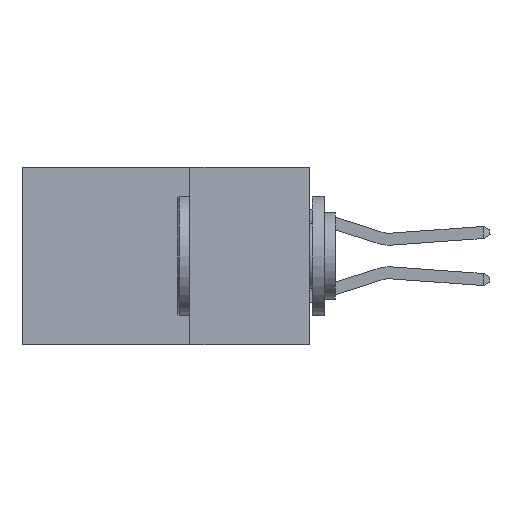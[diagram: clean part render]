
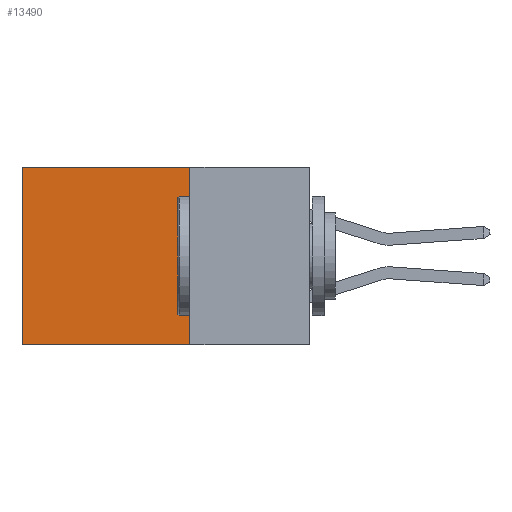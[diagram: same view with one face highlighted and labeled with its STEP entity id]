
A CAD part, left-side view. The second image highlights one B-rep face of the part: STEP entity #13490.
In plain terms, the highlighted planar face has unit normal (-1, 0, 0).
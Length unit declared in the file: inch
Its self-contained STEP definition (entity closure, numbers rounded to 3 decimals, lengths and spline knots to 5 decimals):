
#673 = ORIENTED_EDGE ( 'NONE', *, *, #4883, .T. ) ;
#1266 = VECTOR ( 'NONE', #14518, 39.37008 ) ;
#2623 = CARTESIAN_POINT ( 'NONE',  ( 0.2615, 0.6, -0.37 ) ) ;
#2686 = DIRECTION ( 'NONE',  ( 0., 1., 0. ) ) ;
#2795 = CARTESIAN_POINT ( 'NONE',  ( 0.2615, 0.25, 0. ) ) ;
#3300 = CARTESIAN_POINT ( 'NONE',  ( 0.2615, 0.6, 0. ) ) ;
#3309 = VECTOR ( 'NONE', #11772, 39.37008 ) ;
#3889 = EDGE_LOOP ( 'NONE', ( #673, #23781, #9836, #9626 ) ) ;
#4411 = CARTESIAN_POINT ( 'NONE',  ( 0.2615, 0.25, -0.37 ) ) ;
#4433 = LINE ( 'NONE', #2795, #22600 ) ;
#4883 = EDGE_CURVE ( 'NONE', #19085, #23442, #16686, .T. ) ;
#7919 = LINE ( 'NONE', #13657, #3309 ) ;
#8168 = FACE_OUTER_BOUND ( 'NONE', #3889, .T. ) ;
#9626 = ORIENTED_EDGE ( 'NONE', *, *, #17579, .T. ) ;
#9836 = ORIENTED_EDGE ( 'NONE', *, *, #20379, .F. ) ;
#10139 = EDGE_CURVE ( 'NONE', #16554, #23442, #10523, .T. ) ;
#10158 = DIRECTION ( 'NONE',  ( 0., 0., -1. ) ) ;
#10523 = LINE ( 'NONE', #16397, #1266 ) ;
#11772 = DIRECTION ( 'NONE',  ( 0., 0., -1. ) ) ;
#13490 = ADVANCED_FACE ( 'NONE', ( #8168 ), #21528, .F. ) ;
#13657 = CARTESIAN_POINT ( 'NONE',  ( 0.2615, 0.25, -0.37 ) ) ;
#14518 = DIRECTION ( 'NONE',  ( 0., 1., 0. ) ) ;
#15401 = CARTESIAN_POINT ( 'NONE',  ( 0.2615, 0.25, -0.37 ) ) ;
#15799 = DIRECTION ( 'NONE',  ( 1., 0., 0. ) ) ;
#16397 = CARTESIAN_POINT ( 'NONE',  ( 0.2615, 0.25, -0.37 ) ) ;
#16553 = DIRECTION ( 'NONE',  ( 0., 0., -1. ) ) ;
#16554 = VERTEX_POINT ( 'NONE', #15401 ) ;
#16686 = LINE ( 'NONE', #24659, #20719 ) ;
#16703 = VERTEX_POINT ( 'NONE', #21739 ) ;
#17579 = EDGE_CURVE ( 'NONE', #16703, #19085, #4433, .T. ) ;
#19085 = VERTEX_POINT ( 'NONE', #3300 ) ;
#20379 = EDGE_CURVE ( 'NONE', #16703, #16554, #7919, .T. ) ;
#20719 = VECTOR ( 'NONE', #16553, 39.37008 ) ;
#20927 = AXIS2_PLACEMENT_3D ( 'NONE', #4411, #15799, #10158 ) ;
#21528 = PLANE ( 'NONE',  #20927 ) ;
#21739 = CARTESIAN_POINT ( 'NONE',  ( 0.2615, 0.25, 0. ) ) ;
#22600 = VECTOR ( 'NONE', #2686, 39.37008 ) ;
#23442 = VERTEX_POINT ( 'NONE', #2623 ) ;
#23781 = ORIENTED_EDGE ( 'NONE', *, *, #10139, .F. ) ;
#24659 = CARTESIAN_POINT ( 'NONE',  ( 0.2615, 0.6, -0.37 ) ) ;
